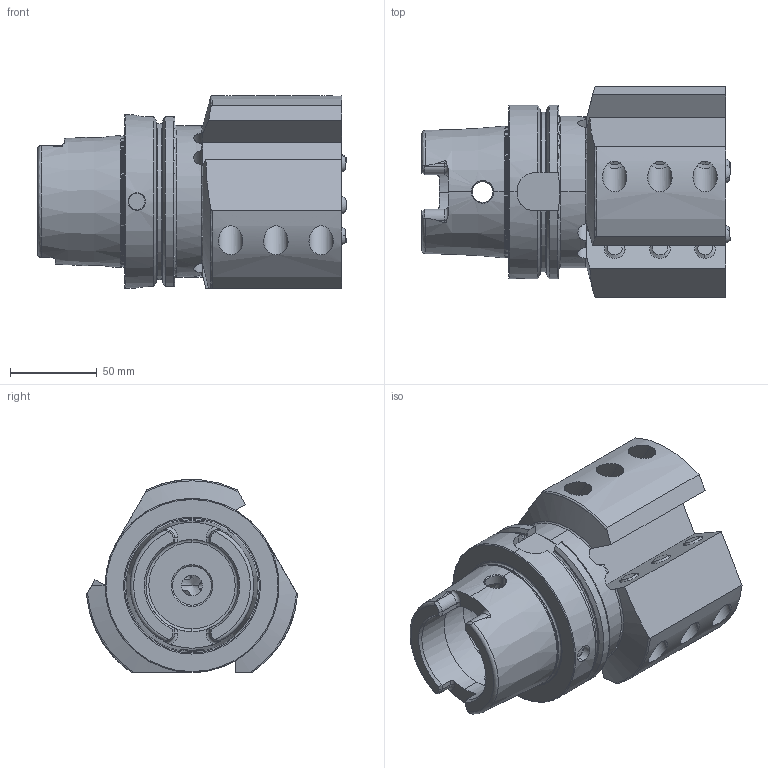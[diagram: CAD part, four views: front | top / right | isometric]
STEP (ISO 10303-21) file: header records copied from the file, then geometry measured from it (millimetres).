
FILE_DESCRIPTION (( 'STEP AP214' ), '1' );
FILE_NAME ('HA0.V25.R31.125.STEP', '2011-10-06T12:45:53', ( 'SwiAdmin' ), ( '' ), 'SwSTEP 2.0', 'SolidWorks 2011', '' );
FILE_SCHEMA (( 'AUTOMOTIVE_DESIGN' ));
Length unit declared in the file: millimetre
Products named in the file (6): KU1-U14.001.012_2; KU1-U14.001.012; KU1-U14.001.012_1; ISO 4026 - M12 x 25_Default; HA0-V25.R31.125_B_Fertigbearbeitung; HA0.V25.R31.125
Assembly tree (15 placements, depth 3):
  HA0.V25.R31.125
    ISO 4026 - M12 x 25_Default  x9
    KU1-U14.001.012  x3
      KU1-U14.001.012_1
      KU1-U14.001.012_2
    HA0-V25.R31.125_B_Fertigbearbeitung
Bounding box: 177.27 x 121.55 x 111 mm (x, y, z)
Volume: 954367.7 mm3; surface area: 135861.6 mm2
Topology: 16 solids, 16 shells, 468 faces, 1165 edges, 721 vertices
Faces by surface type: plane 149, cylinder 143, cone 118, torus 41, sphere 12, bspline 5
Entity records: 13610 total; most frequent: CARTESIAN_POINT 4439, ORIENTED_EDGE 1598, DIRECTION 1578, EDGE_CURVE 799, AXIS2_PLACEMENT_3D 638, VERTEX_POINT 495, EDGE_LOOP 348, FACE_OUTER_BOUND 314
